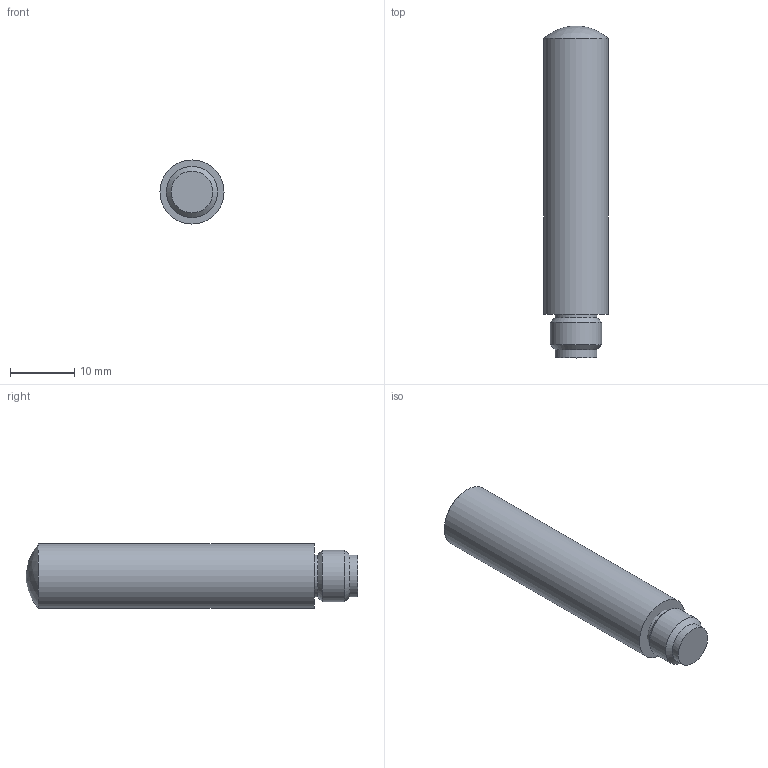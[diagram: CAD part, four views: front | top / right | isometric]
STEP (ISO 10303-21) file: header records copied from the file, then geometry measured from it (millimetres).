
FILE_DESCRIPTION(/* description */ (''),/* implementation_level */ '2;1');
FILE_NAME(/* name */ 'OS106170.stp',/* time_stamp */ '2016-10-10T09:24:42+02:00',/* author */ ('mitarbeiter'),/* organization */ (''),/* preprocessor_version */ 'ST-DEVELOPER v15.2',/* originating_system */ 'Autodesk Inventor 2014',/* authorisation */ '');
FILE_SCHEMA (('AUTOMOTIVE_DESIGN { 1 0 10303 214 3 1 1 }'));
Length unit declared in the file: millimetre
Products named in the file (3): Gehäuse_OS106070; Anschluß_OS106070; OS106170
Bounding box: 10 x 51.76 x 10 mm (x, y, z)
Volume: 3759.9 mm3; surface area: 1780.5 mm2
Topology: 2 solids, 2 shells, 12 faces, 17 edges, 10 vertices
Faces by surface type: cylinder 5, plane 4, cone 2, sphere 1
Full cylindrical faces by diameter (mm): 6.25 x1, 6.5 x2, 8 x1, 10 x1
Entity records: 291 total; most frequent: DIRECTION 54, CARTESIAN_POINT 37, AXIS2_PLACEMENT_3D 27, EDGE_LOOP 20, ORIENTED_EDGE 20, FACE_OUTER_BOUND 12, ADVANCED_FACE 12, CIRCLE 10
